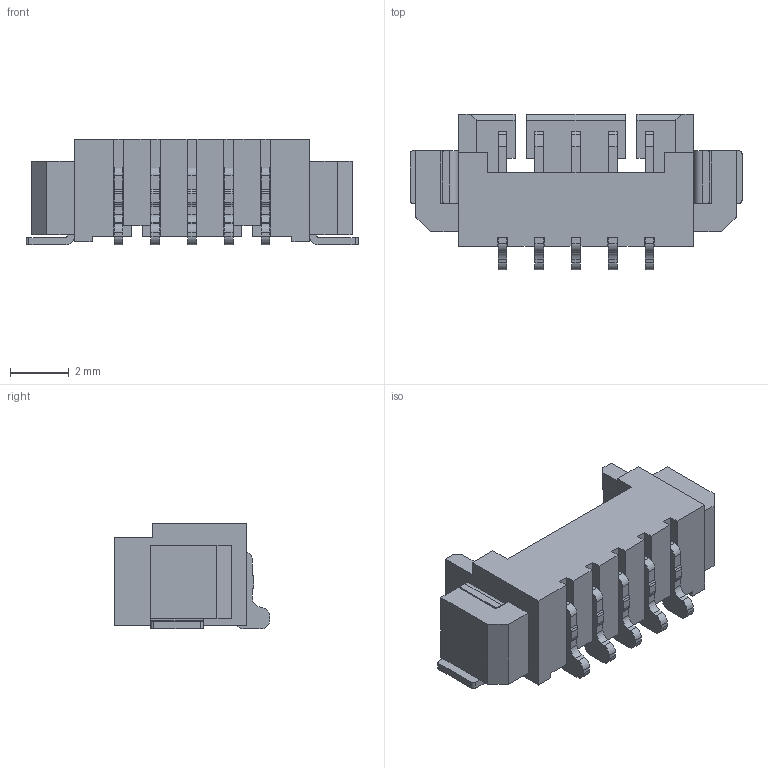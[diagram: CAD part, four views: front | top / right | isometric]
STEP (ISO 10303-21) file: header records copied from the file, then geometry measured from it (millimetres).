
FILE_DESCRIPTION((''),'2;1');
FILE_NAME('FWF12504-S05B24W5M','2025-02-06T',('工程三'),(''),'PRO/ENGINEER BY PARAMETRIC TECHNOLOGY CORPORATION, 2010280','PRO/ENGINEER BY PARAMETRIC TECHNOLOGY CORPORATION, 2010280','');
FILE_SCHEMA(('CONFIG_CONTROL_DESIGN'));
Length unit declared in the file: millimetre
Products named in the file (1): FWF12504-S05B24W5M
Bounding box: 11.3 x 5.3 x 3.6 mm (x, y, z)
Volume: 83.5 mm3; surface area: 289.4 mm2
Topology: 1 solids, 1 shells, 278 faces, 799 edges, 524 vertices
Faces by surface type: plane 201, cylinder 77
Entity records: 9101 total; most frequent: CARTESIAN_POINT 1635, ORIENTED_EDGE 1598, DIRECTION 1497, EDGE_CURVE 799, VECTOR 649, LINE 649, VERTEX_POINT 524, AXIS2_PLACEMENT_3D 424
